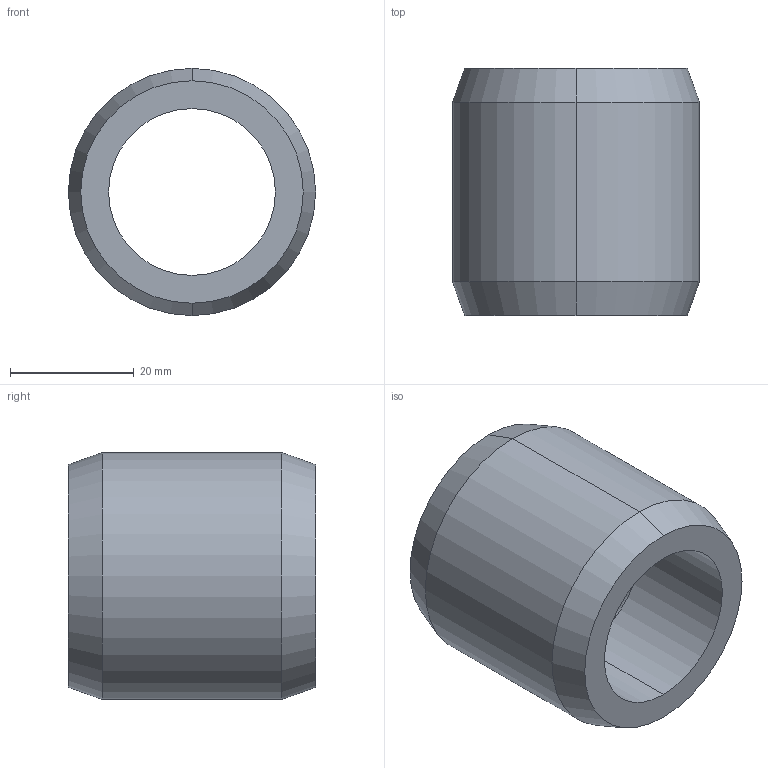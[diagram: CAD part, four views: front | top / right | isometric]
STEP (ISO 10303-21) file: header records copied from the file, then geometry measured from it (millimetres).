
FILE_DESCRIPTION (( 'STEP AP203' ), '1' );
FILE_NAME ('MountSocket ID32.5mm.STEP', '2021-08-25T22:57:57', ( '' ), ( '' ), 'SwSTEP 2.0', 'SolidWorks 2019', '' );
FILE_SCHEMA (( 'CONFIG_CONTROL_DESIGN' ));
Length unit declared in the file: millimetre
Products named in the file (1): MountSocket ID32.5mm
Bounding box: 40 x 40 x 40 mm (x, y, z)
Volume: 20380.5 mm3; surface area: 9580.9 mm2
Topology: 1 solids, 1 shells, 16 faces, 32 edges, 18 vertices
Faces by surface type: cylinder 6, torus 4, cone 4, plane 2
Entity records: 499 total; most frequent: DIRECTION 88, CARTESIAN_POINT 67, ORIENTED_EDGE 64, AXIS2_PLACEMENT_3D 39, EDGE_CURVE 32, CIRCLE 22, VERTEX_POINT 18, EDGE_LOOP 18
